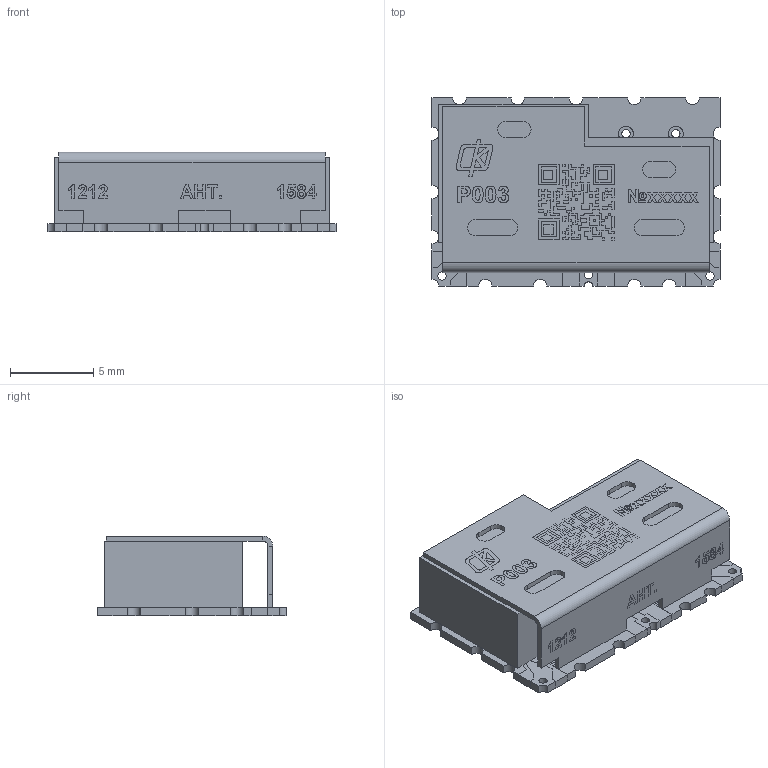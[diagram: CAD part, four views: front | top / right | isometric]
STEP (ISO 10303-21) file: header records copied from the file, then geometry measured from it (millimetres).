
FILE_DESCRIPTION(('STEP AP203'), '1');
FILE_NAME('ÍØÁÀ.468843.016_Äèïëåêñåð ÔÌÌ-2-1,212-96(1,584-60', '', ('UNSPECIFIED'), ('UNSPECIFIED'), 'ASCON STEP Converter 1.6', 'ASCON Math Kernel', '');
FILE_SCHEMA(('CONFIG_CONTROL_DESIGN'));
Length unit declared in the file: millimetre
Products named in the file (1): НШБА.468843.016_Диплексер ФММ-2-1,212-96(1,584-60
Bounding box: 17.3 x 11.3 x 4.8 mm (x, y, z)
Volume: 638.1 mm3; surface area: 834.3 mm2
Topology: 1 solids, 1 shells, 1100 faces, 2928 edges, 1940 vertices
Faces by surface type: plane 921, bspline 105, cylinder 74
Full cylindrical faces by diameter (mm): 0.5 x21, 0.9 x18
Entity records: 52216 total; most frequent: CARTESIAN_POINT 16813, ORIENTED_EDGE 5778, DIRECTION 4743, EDGE_CURVE 2889, LINE 2431, VECTOR 2431, VERTEX_POINT 1940, EDGE_LOOP 1269
